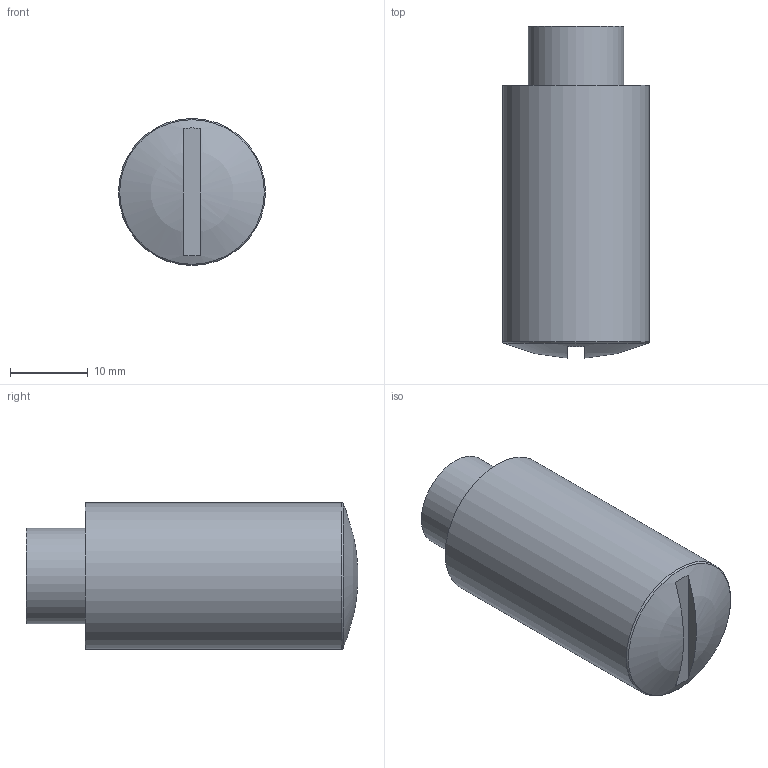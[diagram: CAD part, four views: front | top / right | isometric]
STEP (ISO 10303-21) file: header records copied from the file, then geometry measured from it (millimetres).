
FILE_DESCRIPTION(/* description */ ('Unknown'),/* implementation_level */ '2;1');
FILE_NAME(/* name */ 'SPL.1;4',/* time_stamp */ '2018-10-18T13:31:28-04:00',/* author */ ('Unknown'),/* organization */ ('Unknown'),/* preprocessor_version */ 'ST-DEVELOPER v16.7',/* originating_system */ 'DEX',/* authorisation */ $);
FILE_SCHEMA (('AUTOMOTIVE_DESIGN {1 0 10303 214 3 1 1}'));
Length unit declared in the file: millimetre
Products named in the file (1): SPL.1;4
Bounding box: 18.85 x 42.57 x 18.85 mm (x, y, z)
Volume: 9223.5 mm3; surface area: 3325.3 mm2
Topology: 1 solids, 1 shells, 11 faces, 20 edges, 13 vertices
Faces by surface type: plane 6, cylinder 3, sphere 1, torus 1
Full cylindrical faces by diameter (mm): 9.5 x1, 12.3 x1, 18.85 x1
Entity records: 264 total; most frequent: DIRECTION 48, CARTESIAN_POINT 36, ORIENTED_EDGE 26, AXIS2_PLACEMENT_3D 23, EDGE_LOOP 18, FACE_BOUND 18, EDGE_CURVE 13, VERTEX_POINT 11
